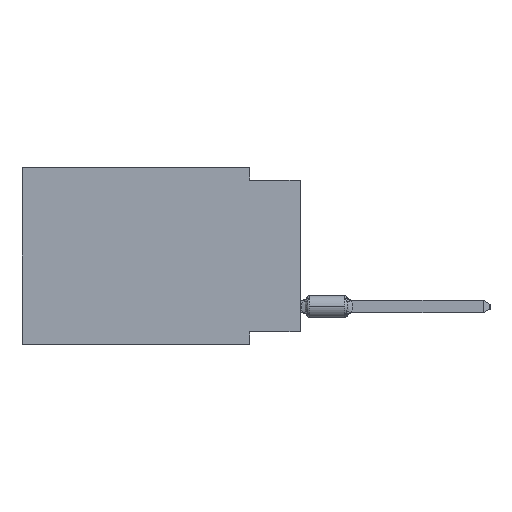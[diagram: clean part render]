
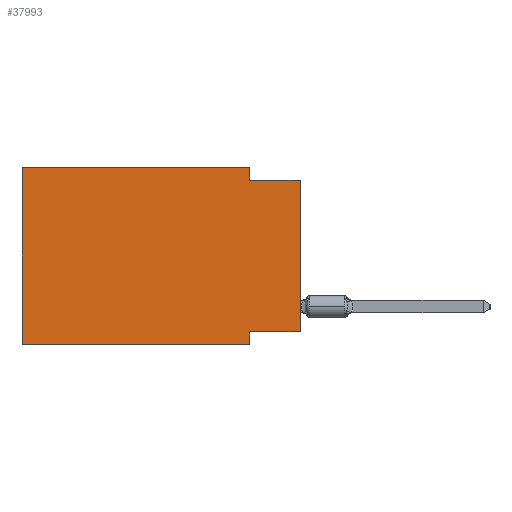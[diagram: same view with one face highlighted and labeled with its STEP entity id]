
A CAD part, left-side view. The second image highlights one B-rep face of the part: STEP entity #37993.
In plain terms, the highlighted planar face has unit normal (-1, 0, 0).
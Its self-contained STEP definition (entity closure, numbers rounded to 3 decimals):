
#985 = DIRECTION ( 'NONE',  ( 0., -1., 0. ) ) ;
#1481 = LINE ( 'NONE', #28078, #38231 ) ;
#1811 = ORIENTED_EDGE ( 'NONE', *, *, #10052, .F. ) ;
#2687 = CARTESIAN_POINT ( 'NONE',  ( 0., 13.97, 0. ) ) ;
#2782 = LINE ( 'NONE', #37653, #5967 ) ;
#2961 = DIRECTION ( 'NONE',  ( 0., -1., 0. ) ) ;
#5079 = CARTESIAN_POINT ( 'NONE',  ( 0., 2.54, 0. ) ) ;
#5862 = ORIENTED_EDGE ( 'NONE', *, *, #19763, .F. ) ;
#5967 = VECTOR ( 'NONE', #33378, 1000. ) ;
#6418 = CARTESIAN_POINT ( 'NONE',  ( 0., 2.54, -8.255 ) ) ;
#7103 = ORIENTED_EDGE ( 'NONE', *, *, #21668, .F. ) ;
#7306 = DIRECTION ( 'NONE',  ( 0., -1., 0. ) ) ;
#7720 = CARTESIAN_POINT ( 'NONE',  ( 0., 0., -8.255 ) ) ;
#7871 = DIRECTION ( 'NONE',  ( 1., 0., 0. ) ) ;
#8671 = VERTEX_POINT ( 'NONE', #12112 ) ;
#9856 = VERTEX_POINT ( 'NONE', #17820 ) ;
#10052 = EDGE_CURVE ( 'NONE', #34581, #9856, #2782, .T. ) ;
#11203 = LINE ( 'NONE', #2687, #19589 ) ;
#11479 = DIRECTION ( 'NONE',  ( 0., 1., 0. ) ) ;
#11607 = ORIENTED_EDGE ( 'NONE', *, *, #18362, .F. ) ;
#11948 = EDGE_CURVE ( 'NONE', #44054, #26851, #33266, .T. ) ;
#12112 = CARTESIAN_POINT ( 'NONE',  ( 0., 0., -8.255 ) ) ;
#13953 = DIRECTION ( 'NONE',  ( 0., 0., -1. ) ) ;
#16732 = CARTESIAN_POINT ( 'NONE',  ( 0., 2.54, -8.89 ) ) ;
#17335 = VECTOR ( 'NONE', #13953, 1000. ) ;
#17820 = CARTESIAN_POINT ( 'NONE',  ( 0., 2.54, -0.635 ) ) ;
#17977 = DIRECTION ( 'NONE',  ( 0., 0., 1. ) ) ;
#18362 = EDGE_CURVE ( 'NONE', #8671, #44054, #19023, .T. ) ;
#18870 = CARTESIAN_POINT ( 'NONE',  ( 0., 0., -0.635 ) ) ;
#19023 = LINE ( 'NONE', #7720, #38653 ) ;
#19589 = VECTOR ( 'NONE', #17977, 1000. ) ;
#19763 = EDGE_CURVE ( 'NONE', #9856, #39526, #1481, .T. ) ;
#19993 = ORIENTED_EDGE ( 'NONE', *, *, #25099, .T. ) ;
#21668 = EDGE_CURVE ( 'NONE', #44880, #34581, #22279, .T. ) ;
#22279 = LINE ( 'NONE', #26048, #48014 ) ;
#23175 = DIRECTION ( 'NONE',  ( 0., 0., -1. ) ) ;
#25099 = EDGE_CURVE ( 'NONE', #27353, #26851, #41706, .T. ) ;
#25215 = ORIENTED_EDGE ( 'NONE', *, *, #36174, .F. ) ;
#25296 = CARTESIAN_POINT ( 'NONE',  ( 0., 13.97, 0. ) ) ;
#26048 = CARTESIAN_POINT ( 'NONE',  ( 0., 13.97, 0. ) ) ;
#26214 = CARTESIAN_POINT ( 'NONE',  ( 0., 0., 0. ) ) ;
#26851 = VERTEX_POINT ( 'NONE', #16732 ) ;
#27353 = VERTEX_POINT ( 'NONE', #45288 ) ;
#27429 = PLANE ( 'NONE',  #41373 ) ;
#28078 = CARTESIAN_POINT ( 'NONE',  ( 0., 0., -0.635 ) ) ;
#30707 = FACE_OUTER_BOUND ( 'NONE', #43592, .T. ) ;
#33266 = LINE ( 'NONE', #41579, #17335 ) ;
#33378 = DIRECTION ( 'NONE',  ( 0., 0., -1. ) ) ;
#33487 = LINE ( 'NONE', #26214, #40574 ) ;
#34513 = VECTOR ( 'NONE', #7306, 1000. ) ;
#34581 = VERTEX_POINT ( 'NONE', #5079 ) ;
#36174 = EDGE_CURVE ( 'NONE', #27353, #44880, #11203, .T. ) ;
#37653 = CARTESIAN_POINT ( 'NONE',  ( 0., 2.54, 0. ) ) ;
#37993 = ADVANCED_FACE ( 'NONE', ( #30707 ), #27429, .F. ) ;
#37994 = DIRECTION ( 'NONE',  ( 0., 0., 1. ) ) ;
#38231 = VECTOR ( 'NONE', #985, 1000. ) ;
#38419 = CARTESIAN_POINT ( 'NONE',  ( 0., 13.97, -8.89 ) ) ;
#38653 = VECTOR ( 'NONE', #11479, 1000. ) ;
#39526 = VERTEX_POINT ( 'NONE', #18870 ) ;
#40574 = VECTOR ( 'NONE', #37994, 1000. ) ;
#41373 = AXIS2_PLACEMENT_3D ( 'NONE', #42268, #7871, #23175 ) ;
#41579 = CARTESIAN_POINT ( 'NONE',  ( 0., 2.54, -8.89 ) ) ;
#41661 = EDGE_CURVE ( 'NONE', #8671, #39526, #33487, .T. ) ;
#41706 = LINE ( 'NONE', #38419, #34513 ) ;
#42268 = CARTESIAN_POINT ( 'NONE',  ( 0., 13.97, 0. ) ) ;
#43592 = EDGE_LOOP ( 'NONE', ( #47344, #5862, #1811, #7103, #25215, #19993, #45660, #11607 ) ) ;
#44054 = VERTEX_POINT ( 'NONE', #6418 ) ;
#44880 = VERTEX_POINT ( 'NONE', #25296 ) ;
#45288 = CARTESIAN_POINT ( 'NONE',  ( 0., 13.97, -8.89 ) ) ;
#45660 = ORIENTED_EDGE ( 'NONE', *, *, #11948, .F. ) ;
#47344 = ORIENTED_EDGE ( 'NONE', *, *, #41661, .T. ) ;
#48014 = VECTOR ( 'NONE', #2961, 1000. ) ;
